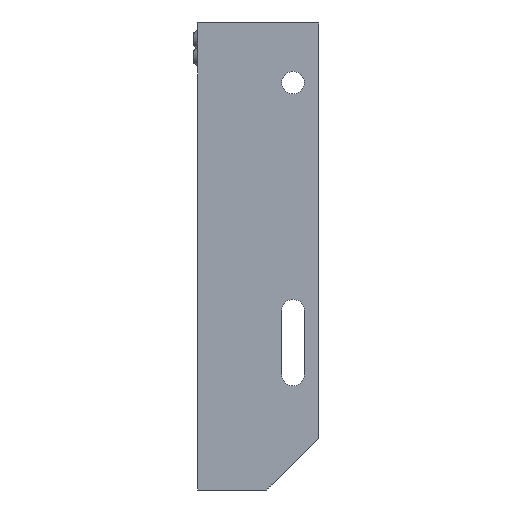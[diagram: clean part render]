
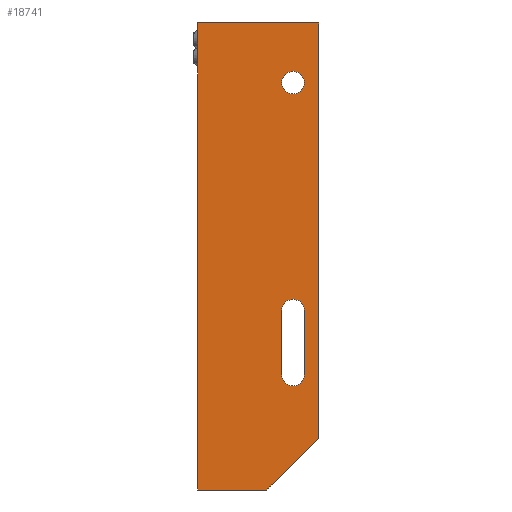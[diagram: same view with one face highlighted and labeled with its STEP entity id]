
A CAD part, left-side view. The second image highlights one B-rep face of the part: STEP entity #18741.
In plain terms, the highlighted planar face has unit normal (-1, 0, 0).
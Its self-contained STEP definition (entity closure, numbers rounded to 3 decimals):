
#170 = LINE ( 'NONE', #13885, #8145 ) ;
#505 = FACE_BOUND ( 'NONE', #20625, .T. ) ;
#929 = ORIENTED_EDGE ( 'NONE', *, *, #6285, .F. ) ;
#1339 = VERTEX_POINT ( 'NONE', #12347 ) ;
#1491 = DIRECTION ( 'NONE',  ( 0., 0., -1. ) ) ;
#1503 = DIRECTION ( 'NONE',  ( 0., 1., 0. ) ) ;
#1628 = VERTEX_POINT ( 'NONE', #3493 ) ;
#1947 = EDGE_CURVE ( 'NONE', #18318, #25592, #16213, .T. ) ;
#2026 = CARTESIAN_POINT ( 'NONE',  ( -350., 15., -35. ) ) ;
#2085 = EDGE_CURVE ( 'NONE', #2420, #20938, #18710, .T. ) ;
#2420 = VERTEX_POINT ( 'NONE', #8002 ) ;
#3117 = AXIS2_PLACEMENT_3D ( 'NONE', #25940, #11853, #1491 ) ;
#3424 = LINE ( 'NONE', #6300, #18693 ) ;
#3493 = CARTESIAN_POINT ( 'NONE',  ( -350., 70., -270. ) ) ;
#3658 = CARTESIAN_POINT ( 'NONE',  ( -350., 70., 0. ) ) ;
#3765 = VECTOR ( 'NONE', #5146, 1000. ) ;
#4556 = DIRECTION ( 'NONE',  ( 1., 0., 0. ) ) ;
#4711 = CARTESIAN_POINT ( 'NONE',  ( -350., 15., -203.5 ) ) ;
#5146 = DIRECTION ( 'NONE',  ( 0., 0., -1. ) ) ;
#5309 = CARTESIAN_POINT ( 'NONE',  ( -350., 0., 0. ) ) ;
#6285 = EDGE_CURVE ( 'NONE', #1628, #16163, #21199, .T. ) ;
#6298 = CARTESIAN_POINT ( 'NONE',  ( -350., 15., -28.5 ) ) ;
#6300 = CARTESIAN_POINT ( 'NONE',  ( -350., 0., 0. ) ) ;
#6845 = CARTESIAN_POINT ( 'NONE',  ( -350., 70., 0. ) ) ;
#7382 = DIRECTION ( 'NONE',  ( 0., 0., 1. ) ) ;
#7840 = ORIENTED_EDGE ( 'NONE', *, *, #2085, .T. ) ;
#7958 = ORIENTED_EDGE ( 'NONE', *, *, #12225, .F. ) ;
#8002 = CARTESIAN_POINT ( 'NONE',  ( -350., 8.5, -166.5 ) ) ;
#8145 = VECTOR ( 'NONE', #16012, 1000. ) ;
#9771 = ORIENTED_EDGE ( 'NONE', *, *, #22098, .F. ) ;
#9941 = VERTEX_POINT ( 'NONE', #21813 ) ;
#10200 = CARTESIAN_POINT ( 'NONE',  ( -350., 8.5, -203.5 ) ) ;
#10203 = ORIENTED_EDGE ( 'NONE', *, *, #13131, .T. ) ;
#10514 = DIRECTION ( 'NONE',  ( 0., -1., 0. ) ) ;
#10695 = EDGE_CURVE ( 'NONE', #16163, #12026, #3424, .T. ) ;
#11010 = ORIENTED_EDGE ( 'NONE', *, *, #16984, .T. ) ;
#11054 = EDGE_LOOP ( 'NONE', ( #25382, #13043 ) ) ;
#11250 = CIRCLE ( 'NONE', #3117, 6.5 ) ;
#11494 = CIRCLE ( 'NONE', #15367, 6.5 ) ;
#11750 = CARTESIAN_POINT ( 'NONE',  ( -350., 21.5, -203.5 ) ) ;
#11776 = VECTOR ( 'NONE', #1503, 1000. ) ;
#11853 = DIRECTION ( 'NONE',  ( 1., 0., 0. ) ) ;
#12026 = VERTEX_POINT ( 'NONE', #16830 ) ;
#12225 = EDGE_CURVE ( 'NONE', #9941, #25987, #170, .T. ) ;
#12347 = CARTESIAN_POINT ( 'NONE',  ( -350., 15., -41.5 ) ) ;
#13043 = ORIENTED_EDGE ( 'NONE', *, *, #18186, .T. ) ;
#13131 = EDGE_CURVE ( 'NONE', #22410, #2420, #23073, .T. ) ;
#13731 = CARTESIAN_POINT ( 'NONE',  ( -350., 70., -270. ) ) ;
#13857 = AXIS2_PLACEMENT_3D ( 'NONE', #14640, #4556, #17013 ) ;
#13885 = CARTESIAN_POINT ( 'NONE',  ( -350., 30., -270. ) ) ;
#13965 = ORIENTED_EDGE ( 'NONE', *, *, #10695, .F. ) ;
#14430 = VECTOR ( 'NONE', #14819, 1000. ) ;
#14453 = EDGE_CURVE ( 'NONE', #1339, #24227, #11250, .T. ) ;
#14571 = AXIS2_PLACEMENT_3D ( 'NONE', #2026, #24302, #18227 ) ;
#14607 = LINE ( 'NONE', #13731, #11776 ) ;
#14640 = CARTESIAN_POINT ( 'NONE',  ( -350., 15., -166.5 ) ) ;
#14819 = DIRECTION ( 'NONE',  ( 0., 0., -1. ) ) ;
#15367 = AXIS2_PLACEMENT_3D ( 'NONE', #20829, #25021, #25201 ) ;
#15469 = FACE_OUTER_BOUND ( 'NONE', #17919, .T. ) ;
#15485 = AXIS2_PLACEMENT_3D ( 'NONE', #4711, #20883, #16987 ) ;
#15638 = LINE ( 'NONE', #11750, #18146 ) ;
#16012 = DIRECTION ( 'NONE',  ( 0., 0.707, -0.707 ) ) ;
#16163 = VERTEX_POINT ( 'NONE', #3658 ) ;
#16213 = CIRCLE ( 'NONE', #15485, 6.5 ) ;
#16659 = LINE ( 'NONE', #18884, #14430 ) ;
#16830 = CARTESIAN_POINT ( 'NONE',  ( -350., 0., 0. ) ) ;
#16984 = EDGE_CURVE ( 'NONE', #25592, #22410, #15638, .T. ) ;
#16987 = DIRECTION ( 'NONE',  ( 0., 0., -1. ) ) ;
#17013 = DIRECTION ( 'NONE',  ( 0., 0., -1. ) ) ;
#17294 = EDGE_CURVE ( 'NONE', #20938, #18318, #11494, .T. ) ;
#17377 = FACE_BOUND ( 'NONE', #11054, .T. ) ;
#17919 = EDGE_LOOP ( 'NONE', ( #24246, #13965, #929, #9771, #7958 ) ) ;
#18146 = VECTOR ( 'NONE', #21845, 1000. ) ;
#18186 = EDGE_CURVE ( 'NONE', #24227, #1339, #26393, .T. ) ;
#18227 = DIRECTION ( 'NONE',  ( 0., 0., -1. ) ) ;
#18318 = VERTEX_POINT ( 'NONE', #24901 ) ;
#18489 = AXIS2_PLACEMENT_3D ( 'NONE', #5309, #19532, #19620 ) ;
#18693 = VECTOR ( 'NONE', #10514, 1000. ) ;
#18710 = LINE ( 'NONE', #21604, #3765 ) ;
#18741 = ADVANCED_FACE ( 'NONE', ( #505, #17377, #15469 ), #21485, .F. ) ;
#18884 = CARTESIAN_POINT ( 'NONE',  ( -350., 0., -240. ) ) ;
#19019 = EDGE_CURVE ( 'NONE', #12026, #9941, #16659, .T. ) ;
#19056 = ORIENTED_EDGE ( 'NONE', *, *, #1947, .T. ) ;
#19532 = DIRECTION ( 'NONE',  ( 1., 0., 0. ) ) ;
#19620 = DIRECTION ( 'NONE',  ( 0., 0., 1. ) ) ;
#20625 = EDGE_LOOP ( 'NONE', ( #7840, #21337, #19056, #11010, #10203 ) ) ;
#20829 = CARTESIAN_POINT ( 'NONE',  ( -350., 15., -203.5 ) ) ;
#20883 = DIRECTION ( 'NONE',  ( 1., 0., 0. ) ) ;
#20938 = VERTEX_POINT ( 'NONE', #10200 ) ;
#21199 = LINE ( 'NONE', #6845, #21831 ) ;
#21337 = ORIENTED_EDGE ( 'NONE', *, *, #17294, .T. ) ;
#21485 = PLANE ( 'NONE',  #18489 ) ;
#21604 = CARTESIAN_POINT ( 'NONE',  ( -350., 8.5, -166.5 ) ) ;
#21813 = CARTESIAN_POINT ( 'NONE',  ( -350., 0., -240. ) ) ;
#21831 = VECTOR ( 'NONE', #7382, 1000. ) ;
#21845 = DIRECTION ( 'NONE',  ( 0., 0., 1. ) ) ;
#22098 = EDGE_CURVE ( 'NONE', #25987, #1628, #14607, .T. ) ;
#22410 = VERTEX_POINT ( 'NONE', #23479 ) ;
#22646 = CARTESIAN_POINT ( 'NONE',  ( -350., 30., -270. ) ) ;
#23073 = CIRCLE ( 'NONE', #13857, 6.5 ) ;
#23479 = CARTESIAN_POINT ( 'NONE',  ( -350., 21.5, -166.5 ) ) ;
#24211 = CARTESIAN_POINT ( 'NONE',  ( -350., 21.5, -203.5 ) ) ;
#24227 = VERTEX_POINT ( 'NONE', #6298 ) ;
#24246 = ORIENTED_EDGE ( 'NONE', *, *, #19019, .F. ) ;
#24302 = DIRECTION ( 'NONE',  ( 1., 0., 0. ) ) ;
#24901 = CARTESIAN_POINT ( 'NONE',  ( -350., 15., -210. ) ) ;
#25021 = DIRECTION ( 'NONE',  ( 1., 0., 0. ) ) ;
#25201 = DIRECTION ( 'NONE',  ( 0., 0., -1. ) ) ;
#25382 = ORIENTED_EDGE ( 'NONE', *, *, #14453, .T. ) ;
#25592 = VERTEX_POINT ( 'NONE', #24211 ) ;
#25940 = CARTESIAN_POINT ( 'NONE',  ( -350., 15., -35. ) ) ;
#25987 = VERTEX_POINT ( 'NONE', #22646 ) ;
#26393 = CIRCLE ( 'NONE', #14571, 6.5 ) ;
